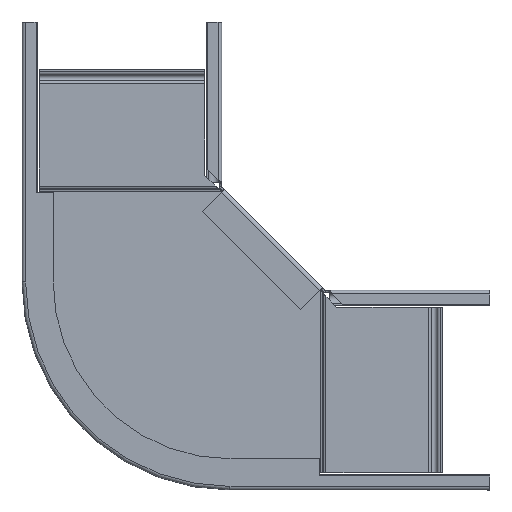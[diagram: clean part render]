
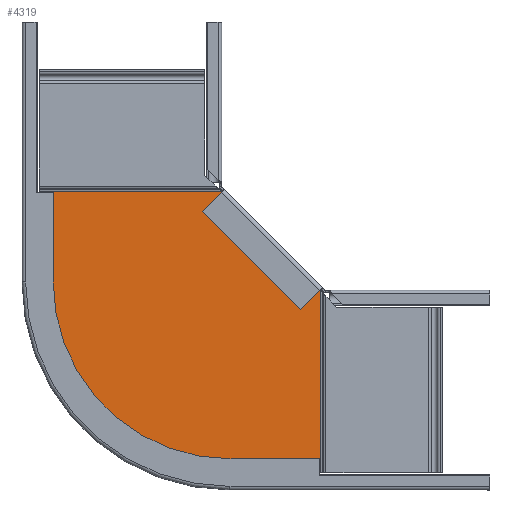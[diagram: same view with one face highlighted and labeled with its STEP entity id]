
A CAD part, front view. The second image highlights one B-rep face of the part: STEP entity #4319.
In plain terms, the highlighted planar face has unit normal (0, -1, 0).
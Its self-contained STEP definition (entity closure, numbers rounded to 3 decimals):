
#18 = EDGE_CURVE ( 'NONE', #4197, #3076, #763, .T. ) ;
#165 = CARTESIAN_POINT ( 'NONE',  ( -19.662, -0.75, -117.912 ) ) ;
#205 = DIRECTION ( 'NONE',  ( -1., 0., 0. ) ) ;
#268 = CARTESIAN_POINT ( 'NONE',  ( 23.412, -0.75, -117.912 ) ) ;
#272 = EDGE_CURVE ( 'NONE', #4334, #1129, #5303, .T. ) ;
#353 = DIRECTION ( 'NONE',  ( -1., 0., 0. ) ) ;
#392 = DIRECTION ( 'NONE',  ( 0., 0., -1. ) ) ;
#520 = VERTEX_POINT ( 'NONE', #891 ) ;
#651 = VECTOR ( 'NONE', #2284, 1000. ) ;
#655 = ORIENTED_EDGE ( 'NONE', *, *, #272, .F. ) ;
#736 = CARTESIAN_POINT ( 'NONE',  ( -117.912, -0.75, -19.662 ) ) ;
#746 = VERTEX_POINT ( 'NONE', #1071 ) ;
#760 = EDGE_CURVE ( 'NONE', #2556, #520, #1897, .T. ) ;
#763 = LINE ( 'NONE', #3408, #3571 ) ;
#891 = CARTESIAN_POINT ( 'NONE',  ( -111.412, -0.75, 24.071 ) ) ;
#922 = VECTOR ( 'NONE', #2945, 1000. ) ;
#970 = CARTESIAN_POINT ( 'NONE',  ( 23.412, -0.75, -111.412 ) ) ;
#1071 = CARTESIAN_POINT ( 'NONE',  ( 24.071, -0.75, -24.071 ) ) ;
#1129 = VERTEX_POINT ( 'NONE', #970 ) ;
#1321 = CARTESIAN_POINT ( 'NONE',  ( -19.662, -0.75, -19.662 ) ) ;
#1337 = ORIENTED_EDGE ( 'NONE', *, *, #2477, .F. ) ;
#1518 = VECTOR ( 'NONE', #1543, 1000. ) ;
#1519 = VERTEX_POINT ( 'NONE', #2970 ) ;
#1543 = DIRECTION ( 'NONE',  ( -1., 0., 0. ) ) ;
#1572 = CARTESIAN_POINT ( 'NONE',  ( 23.412, -0.75, -117.912 ) ) ;
#1598 = DIRECTION ( 'NONE',  ( 1., 0., 0. ) ) ;
#1615 = CARTESIAN_POINT ( 'NONE',  ( -111.412, -0.75, 23.412 ) ) ;
#1616 = CARTESIAN_POINT ( 'NONE',  ( -111.412, -0.75, 75.912 ) ) ;
#1654 = ORIENTED_EDGE ( 'NONE', *, *, #760, .T. ) ;
#1897 = LINE ( 'NONE', #4877, #3387 ) ;
#1938 = CARTESIAN_POINT ( 'NONE',  ( -12.021, -0.75, 12.021 ) ) ;
#2012 = DIRECTION ( 'NONE',  ( 0., 0., 1. ) ) ;
#2113 = CARTESIAN_POINT ( 'NONE',  ( 24.071, -0.75, -111.412 ) ) ;
#2118 = EDGE_CURVE ( 'NONE', #520, #4197, #2469, .T. ) ;
#2284 = DIRECTION ( 'NONE',  ( 0.707, 0., -0.707 ) ) ;
#2303 = VECTOR ( 'NONE', #3058, 1000. ) ;
#2307 = VECTOR ( 'NONE', #1598, 1000. ) ;
#2337 = EDGE_CURVE ( 'NONE', #2556, #746, #2357, .T. ) ;
#2357 = LINE ( 'NONE', #1938, #651 ) ;
#2358 = CIRCLE ( 'NONE', #3786, 98.25 ) ;
#2368 = ORIENTED_EDGE ( 'NONE', *, *, #2118, .T. ) ;
#2400 = CARTESIAN_POINT ( 'NONE',  ( 75.912, -0.75, -111.412 ) ) ;
#2448 = DIRECTION ( 'NONE',  ( 0., 0., -1. ) ) ;
#2456 = DIRECTION ( 'NONE',  ( 0., 1., 0. ) ) ;
#2469 = LINE ( 'NONE', #1616, #922 ) ;
#2477 = EDGE_CURVE ( 'NONE', #4383, #3076, #3636, .T. ) ;
#2520 = ORIENTED_EDGE ( 'NONE', *, *, #2337, .F. ) ;
#2522 = EDGE_CURVE ( 'NONE', #1519, #4383, #2358, .T. ) ;
#2529 = ORIENTED_EDGE ( 'NONE', *, *, #3668, .F. ) ;
#2556 = VERTEX_POINT ( 'NONE', #5076 ) ;
#2602 = FACE_OUTER_BOUND ( 'NONE', #4212, .T. ) ;
#2739 = AXIS2_PLACEMENT_3D ( 'NONE', #1321, #3938, #392 ) ;
#2943 = PLANE ( 'NONE',  #2739 ) ;
#2945 = DIRECTION ( 'NONE',  ( 0., 0., -1. ) ) ;
#2970 = CARTESIAN_POINT ( 'NONE',  ( -19.662, -0.75, -117.912 ) ) ;
#3032 = ORIENTED_EDGE ( 'NONE', *, *, #18, .T. ) ;
#3058 = DIRECTION ( 'NONE',  ( 0., 0., -1. ) ) ;
#3067 = ORIENTED_EDGE ( 'NONE', *, *, #2522, .F. ) ;
#3076 = VERTEX_POINT ( 'NONE', #5156 ) ;
#3174 = VECTOR ( 'NONE', #2448, 1000. ) ;
#3202 = ORIENTED_EDGE ( 'NONE', *, *, #4020, .T. ) ;
#3211 = EDGE_CURVE ( 'NONE', #1129, #3218, #4121, .T. ) ;
#3218 = VERTEX_POINT ( 'NONE', #1572 ) ;
#3241 = CARTESIAN_POINT ( 'NONE',  ( -19.662, -0.75, -19.662 ) ) ;
#3387 = VECTOR ( 'NONE', #205, 1000. ) ;
#3408 = CARTESIAN_POINT ( 'NONE',  ( -117.912, -0.75, 23.412 ) ) ;
#3442 = CARTESIAN_POINT ( 'NONE',  ( -117.912, -0.75, -19.662 ) ) ;
#3571 = VECTOR ( 'NONE', #353, 1000. ) ;
#3636 = LINE ( 'NONE', #736, #4067 ) ;
#3668 = EDGE_CURVE ( 'NONE', #746, #4334, #3942, .T. ) ;
#3743 = DIRECTION ( 'NONE',  ( 0., 0., -1. ) ) ;
#3786 = AXIS2_PLACEMENT_3D ( 'NONE', #3241, #2456, #3743 ) ;
#3938 = DIRECTION ( 'NONE',  ( 0., -1., 0. ) ) ;
#3942 = LINE ( 'NONE', #4742, #2303 ) ;
#4020 = EDGE_CURVE ( 'NONE', #1519, #3218, #4581, .T. ) ;
#4067 = VECTOR ( 'NONE', #2012, 1000. ) ;
#4121 = LINE ( 'NONE', #268, #3174 ) ;
#4197 = VERTEX_POINT ( 'NONE', #1615 ) ;
#4212 = EDGE_LOOP ( 'NONE', ( #2520, #1654, #2368, #3032, #1337, #3067, #3202, #5416, #655, #2529 ) ) ;
#4319 = ADVANCED_FACE ( 'NONE', ( #2602 ), #2943, .T. ) ;
#4334 = VERTEX_POINT ( 'NONE', #2113 ) ;
#4383 = VERTEX_POINT ( 'NONE', #3442 ) ;
#4581 = LINE ( 'NONE', #165, #2307 ) ;
#4742 = CARTESIAN_POINT ( 'NONE',  ( 24.071, -0.75, -19.662 ) ) ;
#4877 = CARTESIAN_POINT ( 'NONE',  ( -19.662, -0.75, 24.071 ) ) ;
#5076 = CARTESIAN_POINT ( 'NONE',  ( -24.071, -0.75, 24.071 ) ) ;
#5156 = CARTESIAN_POINT ( 'NONE',  ( -117.912, -0.75, 23.412 ) ) ;
#5303 = LINE ( 'NONE', #2400, #1518 ) ;
#5416 = ORIENTED_EDGE ( 'NONE', *, *, #3211, .F. ) ;
